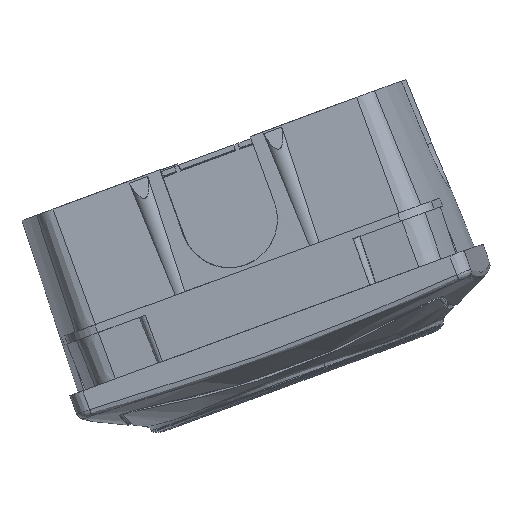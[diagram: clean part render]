
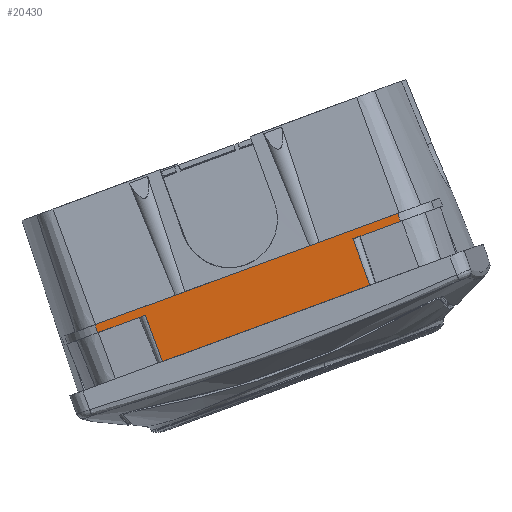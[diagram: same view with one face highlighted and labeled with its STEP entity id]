
A CAD part, top view. The second image highlights one B-rep face of the part: STEP entity #20430.
In plain terms, the highlighted planar face has unit normal (-0.049, -0.018, 0.999).
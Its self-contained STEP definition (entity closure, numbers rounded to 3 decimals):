
#781 = DIRECTION ( 'NONE',  ( 0.937, 0.345, 0.052 ) ) ;
#1085 = DIRECTION ( 'NONE',  ( -0.937, -0.345, -0.052 ) ) ;
#1334 = VERTEX_POINT ( 'NONE', #51487 ) ;
#1526 = B_SPLINE_CURVE_WITH_KNOTS ( 'NONE', 3,
 ( #29714, #5941, #25456, #45991 ),
 .UNSPECIFIED., .F., .F.,
 ( 4, 4 ),
 ( 0., 1. ),
 .UNSPECIFIED. ) ;
#2302 = CARTESIAN_POINT ( 'NONE',  ( 1.756, -9.225, 50.865 ) ) ;
#2577 = CARTESIAN_POINT ( 'NONE',  ( 72.986, 19.097, 54.83 ) ) ;
#5941 = CARTESIAN_POINT ( 'NONE',  ( 25.039, 1.467, 52.187 ) ) ;
#8504 = LINE ( 'NONE', #13292, #24206 ) ;
#9406 = CARTESIAN_POINT ( 'NONE',  ( 1.066, -7.348, 50.865 ) ) ;
#9664 = CARTESIAN_POINT ( 'NONE',  ( 1.296, -7.973, 50.865 ) ) ;
#12061 = CARTESIAN_POINT ( 'NONE',  ( 62.368, 13.061, 54.207 ) ) ;
#13118 = B_SPLINE_CURVE_WITH_KNOTS ( 'NONE', 3,
 ( #13267, #13515, #33051, #50347 ),
 .UNSPECIFIED., .F., .F.,
 ( 4, 4 ),
 ( 0., 1. ),
 .UNSPECIFIED. ) ;
#13267 = CARTESIAN_POINT ( 'NONE',  ( 1.756, -9.225, 50.865 ) ) ;
#13292 = CARTESIAN_POINT ( 'NONE',  ( 13.065, -5.067, 51.488 ) ) ;
#13410 = CARTESIAN_POINT ( 'NONE',  ( 1.526, -8.599, 50.865 ) ) ;
#13515 = CARTESIAN_POINT ( 'NONE',  ( 5.526, -7.839, 51.073 ) ) ;
#14543 = VERTEX_POINT ( 'NONE', #23930 ) ;
#15944 = B_SPLINE_CURVE_WITH_KNOTS ( 'NONE', 3,
 ( #32196, #36721, #39935, #52476 ),
 .UNSPECIFIED., .F., .F.,
 ( 4, 4 ),
 ( 0., 1. ),
 .UNSPECIFIED. ) ;
#16608 = EDGE_CURVE ( 'NONE', #40893, #32962, #15944, .T. ) ;
#17344 = EDGE_CURVE ( 'NONE', #1334, #34075, #44498, .T. ) ;
#17993 = LINE ( 'NONE', #30037, #33658 ) ;
#19258 = ORIENTED_EDGE ( 'NONE', *, *, #44419, .F. ) ;
#20430 = ADVANCED_FACE ( 'NONE', ( #43993 ), #23702, .T. ) ;
#21769 = ORIENTED_EDGE ( 'NONE', *, *, #40647, .T. ) ;
#22046 = CARTESIAN_POINT ( 'NONE',  ( 17.12, -16.095, 51.488 ) ) ;
#22894 = DIRECTION ( 'NONE',  ( -0.049, -0.018, 0.999 ) ) ;
#23702 = PLANE ( 'NONE',  #31706 ) ;
#23930 = CARTESIAN_POINT ( 'NONE',  ( 66.423, 2.033, 54.207 ) ) ;
#24206 = VECTOR ( 'NONE', #49349, 1000. ) ;
#25182 = CARTESIAN_POINT ( 'NONE',  ( 1.756, -9.225, 50.865 ) ) ;
#25342 = EDGE_CURVE ( 'NONE', #1334, #40893, #1526, .T. ) ;
#25456 = CARTESIAN_POINT ( 'NONE',  ( 49.013, 10.282, 53.508 ) ) ;
#25854 = LINE ( 'NONE', #42140, #38057 ) ;
#27439 = DIRECTION ( 'NONE',  ( 0.345, -0.939, 0. ) ) ;
#28490 = CARTESIAN_POINT ( 'NONE',  ( 13.065, -5.067, 51.488 ) ) ;
#29140 = LINE ( 'NONE', #37937, #35235 ) ;
#29714 = CARTESIAN_POINT ( 'NONE',  ( 1.066, -7.348, 50.865 ) ) ;
#30037 = CARTESIAN_POINT ( 'NONE',  ( 62.368, 13.061, 54.207 ) ) ;
#31416 = EDGE_LOOP ( 'NONE', ( #19258, #47872, #36150, #46860, #34899, #35289, #21769, #51296 ) ) ;
#31706 = AXIS2_PLACEMENT_3D ( 'NONE', #52530, #22894, #27439 ) ;
#32196 = CARTESIAN_POINT ( 'NONE',  ( 72.986, 19.097, 54.83 ) ) ;
#32962 = VERTEX_POINT ( 'NONE', #51058 ) ;
#33051 = CARTESIAN_POINT ( 'NONE',  ( 9.295, -6.453, 51.28 ) ) ;
#33198 = EDGE_CURVE ( 'NONE', #14543, #34064, #29140, .T. ) ;
#33658 = VECTOR ( 'NONE', #38565, 1000. ) ;
#33966 = EDGE_CURVE ( 'NONE', #34075, #45759, #13118, .T. ) ;
#34064 = VERTEX_POINT ( 'NONE', #22046 ) ;
#34075 = VERTEX_POINT ( 'NONE', #2302 ) ;
#34899 = ORIENTED_EDGE ( 'NONE', *, *, #17344, .T. ) ;
#35235 = VECTOR ( 'NONE', #1085, 1000. ) ;
#35289 = ORIENTED_EDGE ( 'NONE', *, *, #33966, .T. ) ;
#36150 = ORIENTED_EDGE ( 'NONE', *, *, #16608, .F. ) ;
#36721 = CARTESIAN_POINT ( 'NONE',  ( 73.216, 18.471, 54.83 ) ) ;
#37937 = CARTESIAN_POINT ( 'NONE',  ( 66.423, 2.033, 54.207 ) ) ;
#37994 = EDGE_CURVE ( 'NONE', #42380, #32962, #25854, .T. ) ;
#38057 = VECTOR ( 'NONE', #781, 1000. ) ;
#38565 = DIRECTION ( 'NONE',  ( 0.345, -0.939, 0. ) ) ;
#39935 = CARTESIAN_POINT ( 'NONE',  ( 73.446, 17.845, 54.83 ) ) ;
#40647 = EDGE_CURVE ( 'NONE', #45759, #34064, #8504, .T. ) ;
#40893 = VERTEX_POINT ( 'NONE', #2577 ) ;
#42140 = CARTESIAN_POINT ( 'NONE',  ( 81.923, 20.252, 55.285 ) ) ;
#42380 = VERTEX_POINT ( 'NONE', #12061 ) ;
#43993 = FACE_OUTER_BOUND ( 'NONE', #31416, .T. ) ;
#44419 = EDGE_CURVE ( 'NONE', #42380, #14543, #17993, .T. ) ;
#44498 = B_SPLINE_CURVE_WITH_KNOTS ( 'NONE', 3,
 ( #9406, #9664, #13410, #25182 ),
 .UNSPECIFIED., .F., .F.,
 ( 4, 4 ),
 ( 0., 1. ),
 .UNSPECIFIED. ) ;
#45759 = VERTEX_POINT ( 'NONE', #28490 ) ;
#45991 = CARTESIAN_POINT ( 'NONE',  ( 72.986, 19.097, 54.83 ) ) ;
#46860 = ORIENTED_EDGE ( 'NONE', *, *, #25342, .F. ) ;
#47872 = ORIENTED_EDGE ( 'NONE', *, *, #37994, .T. ) ;
#49349 = DIRECTION ( 'NONE',  ( 0.345, -0.939, 0. ) ) ;
#50347 = CARTESIAN_POINT ( 'NONE',  ( 13.065, -5.067, 51.488 ) ) ;
#51058 = CARTESIAN_POINT ( 'NONE',  ( 73.677, 17.22, 54.83 ) ) ;
#51296 = ORIENTED_EDGE ( 'NONE', *, *, #33198, .F. ) ;
#51487 = CARTESIAN_POINT ( 'NONE',  ( 1.066, -7.348, 50.865 ) ) ;
#52476 = CARTESIAN_POINT ( 'NONE',  ( 73.677, 17.22, 54.83 ) ) ;
#52530 = CARTESIAN_POINT ( 'NONE',  ( 85.978, 9.224, 55.285 ) ) ;
